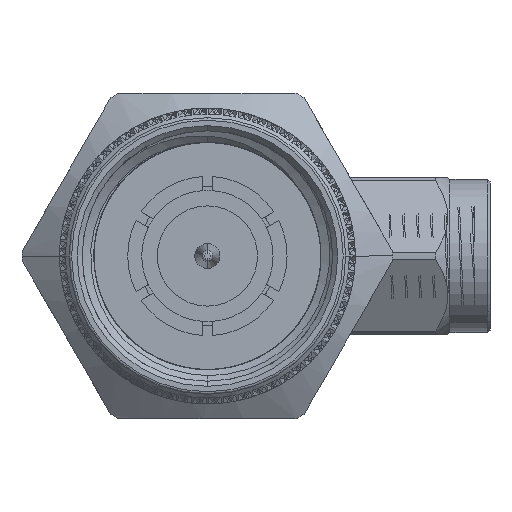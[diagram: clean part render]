
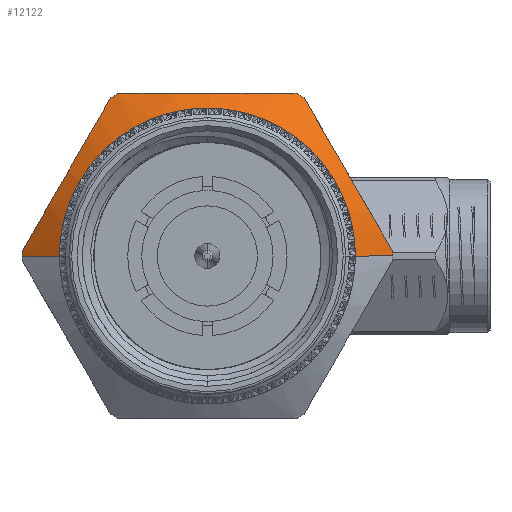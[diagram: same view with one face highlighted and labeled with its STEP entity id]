
A CAD part, left-side view. The second image highlights one B-rep face of the part: STEP entity #12122.
In plain terms, the highlighted conical face has half-angle 55 degrees and reference radius 7.01 mm.
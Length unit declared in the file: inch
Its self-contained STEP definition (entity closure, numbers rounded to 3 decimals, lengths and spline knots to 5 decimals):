
#237 = CARTESIAN_POINT ( 'NONE',  ( 0.35631, -0.325, 0.14843 ) ) ;
#1056 = B_SPLINE_CURVE_WITH_KNOTS ( 'NONE', 3,
 ( #9484, #38553, #72761, #61174, #32937, #66386, #21768, #32582, #60462, #10927, #55625, #15445 ),
 .UNSPECIFIED., .F., .F.,
 ( 4, 2, 2, 2, 2, 4 ),
 ( 0., 0.00227, 0.00454, 0.00567, 0.00681, 0.00908 ),
 .UNSPECIFIED. ) ;
#2521 = CARTESIAN_POINT ( 'NONE',  ( 0.33739, -0.10997, 0.31179 ) ) ;
#3254 = CARTESIAN_POINT ( 'NONE',  ( 0.36582, -0.31565, 0.19303 ) ) ;
#3924 = ORIENTED_EDGE ( 'NONE', *, *, #17171, .F. ) ;
#4069 = CARTESIAN_POINT ( 'NONE',  ( 0.3, 0., -0.276 ) ) ;
#4277 = EDGE_CURVE ( 'NONE', #30900, #39080, #17297, .T. ) ;
#4539 = EDGE_CURVE ( 'NONE', #10018, #17714, #28299, .T. ) ;
#4647 = CARTESIAN_POINT ( 'NONE',  ( 0.36582, -0.31565, -0.19303 ) ) ;
#4797 = VERTEX_POINT ( 'NONE', #61585 ) ;
#5568 = VERTEX_POINT ( 'NONE', #4647 ) ;
#5859 = CARTESIAN_POINT ( 'NONE',  ( 0.33432, -0.325, -0.03009 ) ) ;
#6604 = CARTESIAN_POINT ( 'NONE',  ( 0.34824, -0.325, -0.11891 ) ) ;
#7053 = EDGE_CURVE ( 'NONE', #17714, #67160, #17181, .T. ) ;
#7545 = EDGE_LOOP ( 'NONE', ( #49906, #60318, #47512, #3924, #37066, #27739, #59264, #12924, #66153, #71022 ) ) ;
#8255 = DIRECTION ( 'NONE',  ( 0., 0., 1. ) ) ;
#8521 = CARTESIAN_POINT ( 'NONE',  ( 0.34, -0.22704, 0.2442 ) ) ;
#9484 = CARTESIAN_POINT ( 'NONE',  ( 0.36582, -0.31565, -0.19303 ) ) ;
#10018 = VERTEX_POINT ( 'NONE', #24065 ) ;
#10086 = DIRECTION ( 'NONE',  ( 0.574, 0., 0.819 ) ) ;
#10927 = CARTESIAN_POINT ( 'NONE',  ( 0.34825, -0.05948, -0.34093 ) ) ;
#11008 = CARTESIAN_POINT ( 'NONE',  ( 0.36582, 0., 0. ) ) ;
#11090 = CARTESIAN_POINT ( 'NONE',  ( 0.33727, -0.325, -0.05984 ) ) ;
#12122 = ADVANCED_FACE ( 'NONE', ( #48109 ), #40878, .T. ) ;
#12924 = ORIENTED_EDGE ( 'NONE', *, *, #4277, .F. ) ;
#13332 = CARTESIAN_POINT ( 'NONE',  ( 0.36582, -0.00935, 0.36988 ) ) ;
#15166 = AXIS2_PLACEMENT_3D ( 'NONE', #48119, #25065, #41455 ) ;
#15445 = CARTESIAN_POINT ( 'NONE',  ( 0.36582, -0.00935, -0.36988 ) ) ;
#16376 = DIRECTION ( 'NONE',  ( 0.574, 0., -0.819 ) ) ;
#17056 = DIRECTION ( 'NONE',  ( 0., 0., 1. ) ) ;
#17171 = EDGE_CURVE ( 'NONE', #5568, #26656, #1056, .T. ) ;
#17181 = LINE ( 'NONE', #56257, #22463 ) ;
#17297 = B_SPLINE_CURVE_WITH_KNOTS ( 'NONE', 3,
 ( #59141, #19332, #24946, #2521, #64698, #70316, #25308, #54297, #8521, #47632, #71814, #71056 ),
 .UNSPECIFIED., .F., .F.,
 ( 4, 2, 2, 2, 2, 4 ),
 ( 0., 0.00227, 0.00454, 0.00567, 0.00681, 0.00908 ),
 .UNSPECIFIED. ) ;
#17714 = VERTEX_POINT ( 'NONE', #64672 ) ;
#18597 = EDGE_CURVE ( 'NONE', #10018, #56164, #59941, .T. ) ;
#18740 = AXIS2_PLACEMENT_3D ( 'NONE', #46166, #68822, #19249 ) ;
#19249 = DIRECTION ( 'NONE',  ( 0., 0., -1. ) ) ;
#19332 = CARTESIAN_POINT ( 'NONE',  ( 0.35622, -0.03418, 0.35555 ) ) ;
#19407 = DIRECTION ( 'NONE',  ( 0., 0., -1. ) ) ;
#20183 = CARTESIAN_POINT ( 'NONE',  ( 0.3, 0., 0. ) ) ;
#21594 = EDGE_CURVE ( 'NONE', #67160, #30900, #35204, .T. ) ;
#21768 = CARTESIAN_POINT ( 'NONE',  ( 0.335, -0.13702, -0.29617 ) ) ;
#22463 = VECTOR ( 'NONE', #10086, 39.37008 ) ;
#22662 = CARTESIAN_POINT ( 'NONE',  ( 0.33794, -0.325, 0.06015 ) ) ;
#24065 = CARTESIAN_POINT ( 'NONE',  ( 0.3, 0., -0.276 ) ) ;
#24946 = CARTESIAN_POINT ( 'NONE',  ( 0.34834, -0.05923, 0.34108 ) ) ;
#25016 = DIRECTION ( 'NONE',  ( 1., 0., 0. ) ) ;
#25065 = DIRECTION ( 'NONE',  ( 1., 0., 0. ) ) ;
#25308 = CARTESIAN_POINT ( 'NONE',  ( 0.335, -0.18798, 0.26675 ) ) ;
#26174 = EDGE_CURVE ( 'NONE', #68124, #4797, #29813, .T. ) ;
#26656 = VERTEX_POINT ( 'NONE', #63724 ) ;
#27739 = ORIENTED_EDGE ( 'NONE', *, *, #26174, .F. ) ;
#28225 = EDGE_CURVE ( 'NONE', #4797, #5568, #65070, .T. ) ;
#28299 = CIRCLE ( 'NONE', #29479, 0.276 ) ;
#29479 = AXIS2_PLACEMENT_3D ( 'NONE', #33811, #68000, #17056 ) ;
#29746 = CARTESIAN_POINT ( 'NONE',  ( 0.33503, -0.325, 0.02993 ) ) ;
#29813 = B_SPLINE_CURVE_WITH_KNOTS ( 'NONE', 3,
 ( #57622, #237, #62802, #46471, #22662, #29746, #40168, #5859, #11090, #6604, #40912, #34971 ),
 .UNSPECIFIED., .F., .F.,
 ( 4, 2, 2, 2, 2, 4 ),
 ( 0.02436, 0.02664, 0.02778, 0.02892, 0.03121, 0.03349 ),
 .UNSPECIFIED. ) ;
#30491 = CARTESIAN_POINT ( 'NONE',  ( 0.36582, 0., 0.37 ) ) ;
#30900 = VERTEX_POINT ( 'NONE', #13332 ) ;
#32582 = CARTESIAN_POINT ( 'NONE',  ( 0.33787, -0.1109, -0.31125 ) ) ;
#32937 = CARTESIAN_POINT ( 'NONE',  ( 0.33437, -0.18934, -0.26596 ) ) ;
#33811 = CARTESIAN_POINT ( 'NONE',  ( 0.3, 0., 0. ) ) ;
#34971 = CARTESIAN_POINT ( 'NONE',  ( 0.36582, -0.325, -0.17685 ) ) ;
#35204 = CIRCLE ( 'NONE', #70803, 0.37 ) ;
#37066 = ORIENTED_EDGE ( 'NONE', *, *, #28225, .F. ) ;
#38553 = CARTESIAN_POINT ( 'NONE',  ( 0.35622, -0.29082, -0.20737 ) ) ;
#38982 = DIRECTION ( 'NONE',  ( 1., 0., 0. ) ) ;
#39080 = VERTEX_POINT ( 'NONE', #3254 ) ;
#39356 = DIRECTION ( 'NONE',  ( 0., 0., -1. ) ) ;
#40168 = CARTESIAN_POINT ( 'NONE',  ( 0.33431, -0.325, 0.01488 ) ) ;
#40584 = EDGE_CURVE ( 'NONE', #39080, #68124, #50836, .T. ) ;
#40656 = CARTESIAN_POINT ( 'NONE',  ( 0.36582, -0.325, 0.17685 ) ) ;
#40878 = CONICAL_SURFACE ( 'NONE', #59837, 0.276, 0.96 ) ;
#40912 = CARTESIAN_POINT ( 'NONE',  ( 0.35628, -0.325, -0.14834 ) ) ;
#41455 = DIRECTION ( 'NONE',  ( 0., 0., -1. ) ) ;
#46166 = CARTESIAN_POINT ( 'NONE',  ( 0.36582, 0., 0. ) ) ;
#46471 = CARTESIAN_POINT ( 'NONE',  ( 0.3401, -0.325, 0.07517 ) ) ;
#47512 = ORIENTED_EDGE ( 'NONE', *, *, #51058, .F. ) ;
#47632 = CARTESIAN_POINT ( 'NONE',  ( 0.34825, -0.26552, 0.22198 ) ) ;
#47865 = AXIS2_PLACEMENT_3D ( 'NONE', #11008, #38982, #39356 ) ;
#48109 = FACE_OUTER_BOUND ( 'NONE', #7545, .T. ) ;
#48119 = CARTESIAN_POINT ( 'NONE',  ( 0.36582, 0., 0. ) ) ;
#49906 = ORIENTED_EDGE ( 'NONE', *, *, #4539, .F. ) ;
#50836 = CIRCLE ( 'NONE', #18740, 0.37 ) ;
#51058 = EDGE_CURVE ( 'NONE', #26656, #56164, #66810, .T. ) ;
#54297 = CARTESIAN_POINT ( 'NONE',  ( 0.33787, -0.2141, 0.25167 ) ) ;
#54413 = DIRECTION ( 'NONE',  ( 1., 0., 0. ) ) ;
#55625 = CARTESIAN_POINT ( 'NONE',  ( 0.35619, -0.03426, -0.3555 ) ) ;
#56164 = VERTEX_POINT ( 'NONE', #73231 ) ;
#56257 = CARTESIAN_POINT ( 'NONE',  ( 0.3, 0., 0.276 ) ) ;
#57622 = CARTESIAN_POINT ( 'NONE',  ( 0.36582, -0.325, 0.17685 ) ) ;
#59141 = CARTESIAN_POINT ( 'NONE',  ( 0.36582, -0.00935, 0.36988 ) ) ;
#59264 = ORIENTED_EDGE ( 'NONE', *, *, #40584, .F. ) ;
#59837 = AXIS2_PLACEMENT_3D ( 'NONE', #20183, #54413, #8255 ) ;
#59941 = LINE ( 'NONE', #4069, #61819 ) ;
#60318 = ORIENTED_EDGE ( 'NONE', *, *, #18597, .T. ) ;
#60462 = CARTESIAN_POINT ( 'NONE',  ( 0.34, -0.09796, -0.31872 ) ) ;
#61174 = CARTESIAN_POINT ( 'NONE',  ( 0.33739, -0.21503, -0.25113 ) ) ;
#61585 = CARTESIAN_POINT ( 'NONE',  ( 0.36582, -0.325, -0.17685 ) ) ;
#61819 = VECTOR ( 'NONE', #16376, 39.37008 ) ;
#62802 = CARTESIAN_POINT ( 'NONE',  ( 0.34839, -0.325, 0.11954 ) ) ;
#63724 = CARTESIAN_POINT ( 'NONE',  ( 0.36582, -0.00935, -0.36988 ) ) ;
#64672 = CARTESIAN_POINT ( 'NONE',  ( 0.3, 0., 0.276 ) ) ;
#64698 = CARTESIAN_POINT ( 'NONE',  ( 0.33437, -0.13566, 0.29695 ) ) ;
#65070 = CIRCLE ( 'NONE', #15166, 0.37 ) ;
#66153 = ORIENTED_EDGE ( 'NONE', *, *, #21594, .F. ) ;
#66386 = CARTESIAN_POINT ( 'NONE',  ( 0.33428, -0.15023, -0.28854 ) ) ;
#66810 = CIRCLE ( 'NONE', #47865, 0.37 ) ;
#67160 = VERTEX_POINT ( 'NONE', #30491 ) ;
#68000 = DIRECTION ( 'NONE',  ( -1., 0., 0. ) ) ;
#68124 = VERTEX_POINT ( 'NONE', #40656 ) ;
#68822 = DIRECTION ( 'NONE',  ( 1., 0., 0. ) ) ;
#70316 = CARTESIAN_POINT ( 'NONE',  ( 0.33428, -0.17477, 0.27437 ) ) ;
#70388 = CARTESIAN_POINT ( 'NONE',  ( 0.36582, 0., 0. ) ) ;
#70803 = AXIS2_PLACEMENT_3D ( 'NONE', #70388, #25016, #19407 ) ;
#71022 = ORIENTED_EDGE ( 'NONE', *, *, #7053, .F. ) ;
#71056 = CARTESIAN_POINT ( 'NONE',  ( 0.36582, -0.31565, 0.19303 ) ) ;
#71814 = CARTESIAN_POINT ( 'NONE',  ( 0.35619, -0.29074, 0.20742 ) ) ;
#72761 = CARTESIAN_POINT ( 'NONE',  ( 0.34834, -0.26577, -0.22184 ) ) ;
#73231 = CARTESIAN_POINT ( 'NONE',  ( 0.36582, 0., -0.37 ) ) ;
